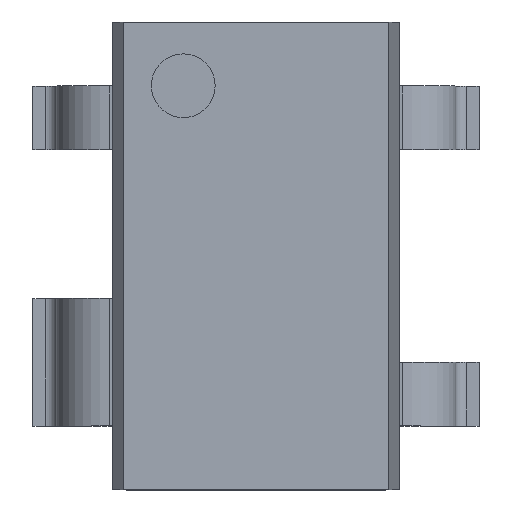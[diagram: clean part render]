
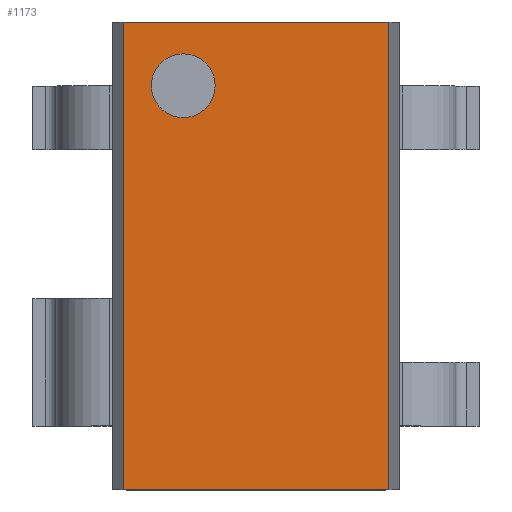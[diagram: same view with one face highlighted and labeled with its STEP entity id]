
A CAD part, top view. The second image highlights one B-rep face of the part: STEP entity #1173.
In plain terms, the highlighted planar face has unit normal (0, 0, 1).
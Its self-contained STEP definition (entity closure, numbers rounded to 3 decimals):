
#35=LINE('',#1709,#171);
#42=LINE('',#1723,#178);
#46=LINE('',#1730,#182);
#49=LINE('',#1735,#185);
#171=VECTOR('',#1363,1.25);
#178=VECTOR('',#1376,2.2);
#182=VECTOR('',#1382,1.25);
#185=VECTOR('',#1387,2.2);
#306=PLANE('',#1249);
#351=FACE_BOUND('',#430,.T.);
#360=FACE_OUTER_BOUND('',#429,.T.);
#429=EDGE_LOOP('',(#843,#844,#845,#846));
#430=EDGE_LOOP('',(#847));
#491=CIRCLE('',#1241,0.15);
#525=VERTEX_POINT('',#1687);
#533=VERTEX_POINT('',#1706);
#534=VERTEX_POINT('',#1708);
#538=VERTEX_POINT('',#1722);
#540=VERTEX_POINT('',#1729);
#639=EDGE_CURVE('',#525,#525,#491,.T.);
#648=EDGE_CURVE('',#534,#533,#35,.T.);
#655=EDGE_CURVE('',#534,#538,#42,.T.);
#659=EDGE_CURVE('',#540,#538,#46,.T.);
#662=EDGE_CURVE('',#540,#533,#49,.T.);
#843=ORIENTED_EDGE('',*,*,#655,.F.);
#844=ORIENTED_EDGE('',*,*,#648,.T.);
#845=ORIENTED_EDGE('',*,*,#662,.F.);
#846=ORIENTED_EDGE('',*,*,#659,.T.);
#847=ORIENTED_EDGE('',*,*,#639,.T.);
#1173=ADVANCED_FACE('',(#360,#351),#306,.T.);
#1241=AXIS2_PLACEMENT_3D('',#1688,#1347,#1348);
#1249=AXIS2_PLACEMENT_3D('',#1734,#1385,#1386);
#1347=DIRECTION('center_axis',(0.,0.,-1.));
#1348=DIRECTION('ref_axis',(-1.,0.,0.));
#1363=DIRECTION('',(-1.,0.,0.));
#1376=DIRECTION('',(0.,-1.,0.));
#1382=DIRECTION('',(1.,0.,0.));
#1385=DIRECTION('center_axis',(0.,0.,1.));
#1386=DIRECTION('ref_axis',(1.,0.,0.));
#1387=DIRECTION('',(0.,1.,0.));
#1687=CARTESIAN_POINT('',(-0.192,0.8,1.1));
#1688=CARTESIAN_POINT('Origin',(-0.342,0.8,1.1));
#1706=CARTESIAN_POINT('',(-0.625,1.1,1.1));
#1708=CARTESIAN_POINT('',(0.625,1.1,1.1));
#1709=CARTESIAN_POINT('',(0.675,1.1,1.1));
#1722=CARTESIAN_POINT('',(0.625,-1.1,1.1));
#1723=CARTESIAN_POINT('',(0.625,-0.55,1.1));
#1729=CARTESIAN_POINT('',(-0.625,-1.1,1.1));
#1730=CARTESIAN_POINT('',(-0.675,-1.1,1.1));
#1734=CARTESIAN_POINT('Origin',(0.,0.,1.1));
#1735=CARTESIAN_POINT('',(-0.625,0.55,1.1));
